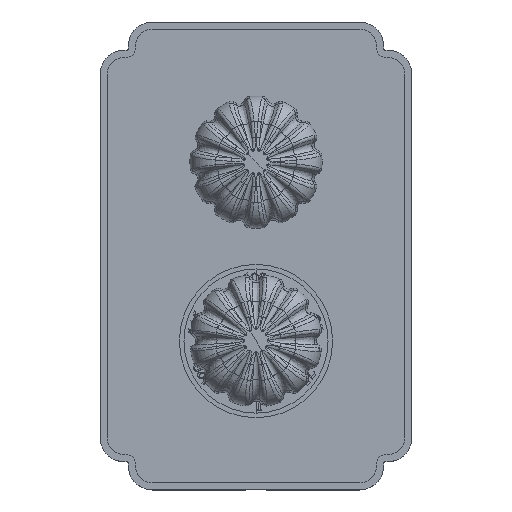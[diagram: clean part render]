
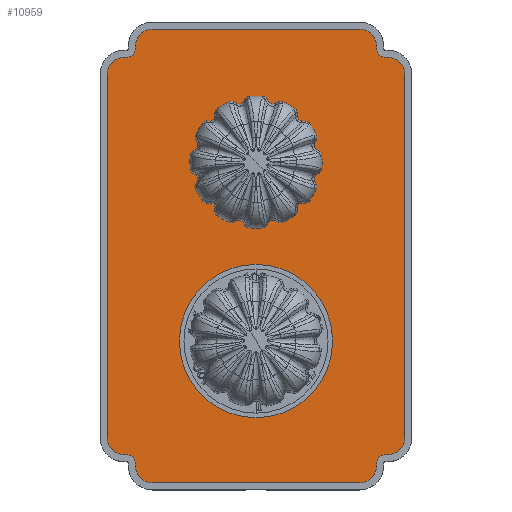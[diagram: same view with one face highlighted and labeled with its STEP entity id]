
A CAD part, top view. The second image highlights one B-rep face of the part: STEP entity #10959.
In plain terms, the highlighted planar face has unit normal (0, 0, 1).
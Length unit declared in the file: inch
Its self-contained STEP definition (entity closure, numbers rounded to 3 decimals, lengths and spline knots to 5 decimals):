
#3962=DIRECTION('',(1.,0.,0.));
#3963=VECTOR('',#3962,0.04);
#3964=CARTESIAN_POINT('',(2.29,-3.5,0.168));
#3965=LINE('',#3964,#3963);
#3966=CARTESIAN_POINT('',(2.29,-3.665,0.168));
#3967=DIRECTION('',(0.,0.,-1.));
#3968=DIRECTION('',(-1.,0.,0.));
#3969=AXIS2_PLACEMENT_3D('',#3966,#3967,#3968);
#3971=DIRECTION('',(0.,1.,0.));
#3972=VECTOR('',#3971,0.04);
#3973=CARTESIAN_POINT('',(2.125,-3.705,0.168));
#3974=LINE('',#3973,#3972);
#3975=CARTESIAN_POINT('',(1.83,-3.705,0.168));
#3976=DIRECTION('',(0.,0.,1.));
#3977=DIRECTION('',(0.,-1.,0.));
#3978=AXIS2_PLACEMENT_3D('',#3975,#3976,#3977);
#3980=DIRECTION('',(1.,0.,0.));
#3981=VECTOR('',#3980,3.66);
#3982=CARTESIAN_POINT('',(-1.83,-4.,0.168));
#3983=LINE('',#3982,#3981);
#3984=CARTESIAN_POINT('',(-1.83,-3.705,0.168));
#3985=DIRECTION('',(0.,0.,1.));
#3986=DIRECTION('',(-1.,0.,0.));
#3987=AXIS2_PLACEMENT_3D('',#3984,#3985,#3986);
#3989=DIRECTION('',(0.,-1.,0.));
#3990=VECTOR('',#3989,0.04);
#3991=CARTESIAN_POINT('',(-2.125,-3.665,0.168));
#3992=LINE('',#3991,#3990);
#3993=CARTESIAN_POINT('',(-2.29,-3.665,0.168));
#3994=DIRECTION('',(0.,0.,-1.));
#3995=DIRECTION('',(0.,1.,0.));
#3996=AXIS2_PLACEMENT_3D('',#3993,#3994,#3995);
#3998=DIRECTION('',(1.,0.,0.));
#3999=VECTOR('',#3998,0.04);
#4000=CARTESIAN_POINT('',(-2.33,-3.5,0.168));
#4001=LINE('',#4000,#3999);
#4002=CARTESIAN_POINT('',(-2.33,-3.205,0.168));
#4003=DIRECTION('',(0.,0.,1.));
#4004=DIRECTION('',(-1.,0.,0.));
#4005=AXIS2_PLACEMENT_3D('',#4002,#4003,#4004);
#4007=DIRECTION('',(0.,-1.,0.));
#4008=VECTOR('',#4007,6.41);
#4009=CARTESIAN_POINT('',(-2.625,3.205,0.168));
#4010=LINE('',#4009,#4008);
#4011=CARTESIAN_POINT('',(-2.33,3.205,0.168));
#4012=DIRECTION('',(0.,0.,1.));
#4013=DIRECTION('',(0.,1.,0.));
#4014=AXIS2_PLACEMENT_3D('',#4011,#4012,#4013);
#4016=DIRECTION('',(-1.,0.,0.));
#4017=VECTOR('',#4016,0.04);
#4018=CARTESIAN_POINT('',(-2.29,3.5,0.168));
#4019=LINE('',#4018,#4017);
#4020=CARTESIAN_POINT('',(-2.29,3.665,0.168));
#4021=DIRECTION('',(0.,0.,-1.));
#4022=DIRECTION('',(1.,0.,0.));
#4023=AXIS2_PLACEMENT_3D('',#4020,#4021,#4022);
#4025=DIRECTION('',(0.,-1.,0.));
#4026=VECTOR('',#4025,0.04);
#4027=CARTESIAN_POINT('',(-2.125,3.705,0.168));
#4028=LINE('',#4027,#4026);
#4029=CARTESIAN_POINT('',(-1.83,3.705,0.168));
#4030=DIRECTION('',(0.,0.,1.));
#4031=DIRECTION('',(0.,1.,0.));
#4032=AXIS2_PLACEMENT_3D('',#4029,#4030,#4031);
#4034=DIRECTION('',(-1.,0.,0.));
#4035=VECTOR('',#4034,3.66);
#4036=CARTESIAN_POINT('',(1.83,4.,0.168));
#4037=LINE('',#4036,#4035);
#4038=CARTESIAN_POINT('',(1.83,3.705,0.168));
#4039=DIRECTION('',(0.,0.,1.));
#4040=DIRECTION('',(1.,0.,0.));
#4041=AXIS2_PLACEMENT_3D('',#4038,#4039,#4040);
#4043=DIRECTION('',(0.,1.,0.));
#4044=VECTOR('',#4043,0.04);
#4045=CARTESIAN_POINT('',(2.125,3.665,0.168));
#4046=LINE('',#4045,#4044);
#4047=CARTESIAN_POINT('',(2.29,3.665,0.168));
#4048=DIRECTION('',(0.,0.,-1.));
#4049=DIRECTION('',(0.,-1.,0.));
#4050=AXIS2_PLACEMENT_3D('',#4047,#4048,#4049);
#4052=DIRECTION('',(-1.,0.,0.));
#4053=VECTOR('',#4052,0.04);
#4054=CARTESIAN_POINT('',(2.33,3.5,0.168));
#4055=LINE('',#4054,#4053);
#4056=CARTESIAN_POINT('',(2.33,3.205,0.168));
#4057=DIRECTION('',(0.,0.,1.));
#4058=DIRECTION('',(1.,0.,0.));
#4059=AXIS2_PLACEMENT_3D('',#4056,#4057,#4058);
#4061=DIRECTION('',(0.,1.,0.));
#4062=VECTOR('',#4061,6.41);
#4063=CARTESIAN_POINT('',(2.625,-3.205,0.168));
#4064=LINE('',#4063,#4062);
#4065=CARTESIAN_POINT('',(2.33,-3.205,0.168));
#4066=DIRECTION('',(0.,0.,1.));
#4067=DIRECTION('',(0.,-1.,0.));
#4068=AXIS2_PLACEMENT_3D('',#4065,#4066,#4067);
#4070=CARTESIAN_POINT('',(0.,-1.5,0.168));
#4071=DIRECTION('',(0.,0.,-1.));
#4072=DIRECTION('',(0.,1.,0.));
#4073=AXIS2_PLACEMENT_3D('',#4070,#4071,#4072);
#4075=CARTESIAN_POINT('',(0.,-1.5,0.168));
#4076=DIRECTION('',(0.,0.,-1.));
#4077=DIRECTION('',(0.,-1.,0.));
#4078=AXIS2_PLACEMENT_3D('',#4075,#4076,#4077);
#4080=CARTESIAN_POINT('',(0.,1.65,0.168));
#4081=DIRECTION('',(0.,0.,1.));
#4082=DIRECTION('',(1.,0.,0.));
#4083=AXIS2_PLACEMENT_3D('',#4080,#4081,#4082);
#4085=CARTESIAN_POINT('',(0.,1.65,0.168));
#4086=DIRECTION('',(0.,0.,1.));
#4087=DIRECTION('',(-1.,0.,0.));
#4088=AXIS2_PLACEMENT_3D('',#4085,#4086,#4087);
#6129=CARTESIAN_POINT('',(2.29,-3.5,0.168));
#6130=CARTESIAN_POINT('',(2.33,-3.5,0.168));
#6131=VERTEX_POINT('',#6129);
#6132=VERTEX_POINT('',#6130);
#6133=CARTESIAN_POINT('',(2.625,-3.205,0.168));
#6134=VERTEX_POINT('',#6133);
#6135=CARTESIAN_POINT('',(2.625,3.205,0.168));
#6136=VERTEX_POINT('',#6135);
#6137=CARTESIAN_POINT('',(2.33,3.5,0.168));
#6138=VERTEX_POINT('',#6137);
#6139=CARTESIAN_POINT('',(2.29,3.5,0.168));
#6140=VERTEX_POINT('',#6139);
#6141=CARTESIAN_POINT('',(2.125,3.665,0.168));
#6142=VERTEX_POINT('',#6141);
#6143=CARTESIAN_POINT('',(2.125,3.705,0.168));
#6144=VERTEX_POINT('',#6143);
#6145=CARTESIAN_POINT('',(1.83,4.,0.168));
#6146=VERTEX_POINT('',#6145);
#6147=CARTESIAN_POINT('',(-1.83,4.,0.168));
#6148=VERTEX_POINT('',#6147);
#6149=CARTESIAN_POINT('',(-2.125,3.705,0.168));
#6150=VERTEX_POINT('',#6149);
#6151=CARTESIAN_POINT('',(-2.125,3.665,0.168));
#6152=VERTEX_POINT('',#6151);
#6153=CARTESIAN_POINT('',(-2.29,3.5,0.168));
#6154=VERTEX_POINT('',#6153);
#6155=CARTESIAN_POINT('',(-2.33,3.5,0.168));
#6156=VERTEX_POINT('',#6155);
#6157=CARTESIAN_POINT('',(-2.625,3.205,0.168));
#6158=VERTEX_POINT('',#6157);
#6159=CARTESIAN_POINT('',(-2.625,-3.205,0.168));
#6160=VERTEX_POINT('',#6159);
#6161=CARTESIAN_POINT('',(-2.33,-3.5,0.168));
#6162=VERTEX_POINT('',#6161);
#6163=CARTESIAN_POINT('',(-2.29,-3.5,0.168));
#6164=VERTEX_POINT('',#6163);
#6165=CARTESIAN_POINT('',(-2.125,-3.665,0.168));
#6166=VERTEX_POINT('',#6165);
#6167=CARTESIAN_POINT('',(-2.125,-3.705,0.168));
#6168=VERTEX_POINT('',#6167);
#6169=CARTESIAN_POINT('',(-1.83,-4.,0.168));
#6170=VERTEX_POINT('',#6169);
#6171=CARTESIAN_POINT('',(1.83,-4.,0.168));
#6172=VERTEX_POINT('',#6171);
#6173=CARTESIAN_POINT('',(2.125,-3.705,0.168));
#6174=VERTEX_POINT('',#6173);
#6175=CARTESIAN_POINT('',(2.125,-3.665,0.168));
#6176=VERTEX_POINT('',#6175);
#7153=CARTESIAN_POINT('',(0.,-0.1495,0.168));
#7154=CARTESIAN_POINT('',(0.,-2.8505,0.168));
#7155=VERTEX_POINT('',#7153);
#7156=VERTEX_POINT('',#7154);
#7187=CARTESIAN_POINT('',(0.61,1.65,0.168));
#7188=CARTESIAN_POINT('',(-0.61,1.65,0.168));
#7189=VERTEX_POINT('',#7187);
#7190=VERTEX_POINT('',#7188);
#10893=CARTESIAN_POINT('',(0.,0.,0.168));
#10894=DIRECTION('',(0.,0.,1.));
#10895=DIRECTION('',(-1.,0.,0.));
#10896=AXIS2_PLACEMENT_3D('',#10893,#10894,#10895);
#10897=PLANE('',#10896);
#10899=ORIENTED_EDGE('',*,*,#10898,.F.);
#10901=ORIENTED_EDGE('',*,*,#10900,.F.);
#10903=ORIENTED_EDGE('',*,*,#10902,.F.);
#10905=ORIENTED_EDGE('',*,*,#10904,.F.);
#10907=ORIENTED_EDGE('',*,*,#10906,.F.);
#10909=ORIENTED_EDGE('',*,*,#10908,.F.);
#10911=ORIENTED_EDGE('',*,*,#10910,.F.);
#10913=ORIENTED_EDGE('',*,*,#10912,.F.);
#10915=ORIENTED_EDGE('',*,*,#10914,.F.);
#10917=ORIENTED_EDGE('',*,*,#10916,.F.);
#10919=ORIENTED_EDGE('',*,*,#10918,.F.);
#10921=ORIENTED_EDGE('',*,*,#10920,.F.);
#10923=ORIENTED_EDGE('',*,*,#10922,.F.);
#10925=ORIENTED_EDGE('',*,*,#10924,.F.);
#10927=ORIENTED_EDGE('',*,*,#10926,.F.);
#10929=ORIENTED_EDGE('',*,*,#10928,.F.);
#10931=ORIENTED_EDGE('',*,*,#10930,.F.);
#10933=ORIENTED_EDGE('',*,*,#10932,.F.);
#10935=ORIENTED_EDGE('',*,*,#10934,.F.);
#10937=ORIENTED_EDGE('',*,*,#10936,.F.);
#10939=ORIENTED_EDGE('',*,*,#10938,.F.);
#10941=ORIENTED_EDGE('',*,*,#10940,.F.);
#10943=ORIENTED_EDGE('',*,*,#10942,.F.);
#10945=ORIENTED_EDGE('',*,*,#10944,.F.);
#10946=EDGE_LOOP('',(#10899,#10901,#10903,#10905,#10907,#10909,#10911,#10913,
#10915,#10917,#10919,#10921,#10923,#10925,#10927,#10929,#10931,#10933,#10935,
#10937,#10939,#10941,#10943,#10945));
#10947=FACE_OUTER_BOUND('',#10946,.F.);
#10949=ORIENTED_EDGE('',*,*,#10948,.F.);
#10950=ORIENTED_EDGE('',*,*,#10883,.F.);
#10951=EDGE_LOOP('',(#10949,#10950));
#10952=FACE_BOUND('',#10951,.F.);
#10954=ORIENTED_EDGE('',*,*,#10953,.T.);
#10956=ORIENTED_EDGE('',*,*,#10955,.T.);
#10957=EDGE_LOOP('',(#10954,#10956));
#10958=FACE_BOUND('',#10957,.F.);
#10959=ADVANCED_FACE('',(#10947,#10952,#10958),#10897,.T.);
#3970=CIRCLE('',#3969,0.165);
#3979=CIRCLE('',#3978,0.295);
#3988=CIRCLE('',#3987,0.295);
#3997=CIRCLE('',#3996,0.165);
#4006=CIRCLE('',#4005,0.295);
#4015=CIRCLE('',#4014,0.295);
#4024=CIRCLE('',#4023,0.165);
#4033=CIRCLE('',#4032,0.295);
#4042=CIRCLE('',#4041,0.295);
#4051=CIRCLE('',#4050,0.165);
#4060=CIRCLE('',#4059,0.295);
#4069=CIRCLE('',#4068,0.295);
#4074=CIRCLE('',#4073,1.3505);
#4079=CIRCLE('',#4078,1.3505);
#4084=CIRCLE('',#4083,0.61);
#4089=CIRCLE('',#4088,0.61);
#10883=EDGE_CURVE('',#7156,#7155,#4079,.T.);
#10898=EDGE_CURVE('',#6131,#6132,#3965,.T.);
#10900=EDGE_CURVE('',#6176,#6131,#3970,.T.);
#10902=EDGE_CURVE('',#6174,#6176,#3974,.T.);
#10904=EDGE_CURVE('',#6172,#6174,#3979,.T.);
#10906=EDGE_CURVE('',#6170,#6172,#3983,.T.);
#10908=EDGE_CURVE('',#6168,#6170,#3988,.T.);
#10910=EDGE_CURVE('',#6166,#6168,#3992,.T.);
#10912=EDGE_CURVE('',#6164,#6166,#3997,.T.);
#10914=EDGE_CURVE('',#6162,#6164,#4001,.T.);
#10916=EDGE_CURVE('',#6160,#6162,#4006,.T.);
#10918=EDGE_CURVE('',#6158,#6160,#4010,.T.);
#10920=EDGE_CURVE('',#6156,#6158,#4015,.T.);
#10922=EDGE_CURVE('',#6154,#6156,#4019,.T.);
#10924=EDGE_CURVE('',#6152,#6154,#4024,.T.);
#10926=EDGE_CURVE('',#6150,#6152,#4028,.T.);
#10928=EDGE_CURVE('',#6148,#6150,#4033,.T.);
#10930=EDGE_CURVE('',#6146,#6148,#4037,.T.);
#10932=EDGE_CURVE('',#6144,#6146,#4042,.T.);
#10934=EDGE_CURVE('',#6142,#6144,#4046,.T.);
#10936=EDGE_CURVE('',#6140,#6142,#4051,.T.);
#10938=EDGE_CURVE('',#6138,#6140,#4055,.T.);
#10940=EDGE_CURVE('',#6136,#6138,#4060,.T.);
#10942=EDGE_CURVE('',#6134,#6136,#4064,.T.);
#10944=EDGE_CURVE('',#6132,#6134,#4069,.T.);
#10948=EDGE_CURVE('',#7155,#7156,#4074,.T.);
#10953=EDGE_CURVE('',#7189,#7190,#4084,.T.);
#10955=EDGE_CURVE('',#7190,#7189,#4089,.T.);
